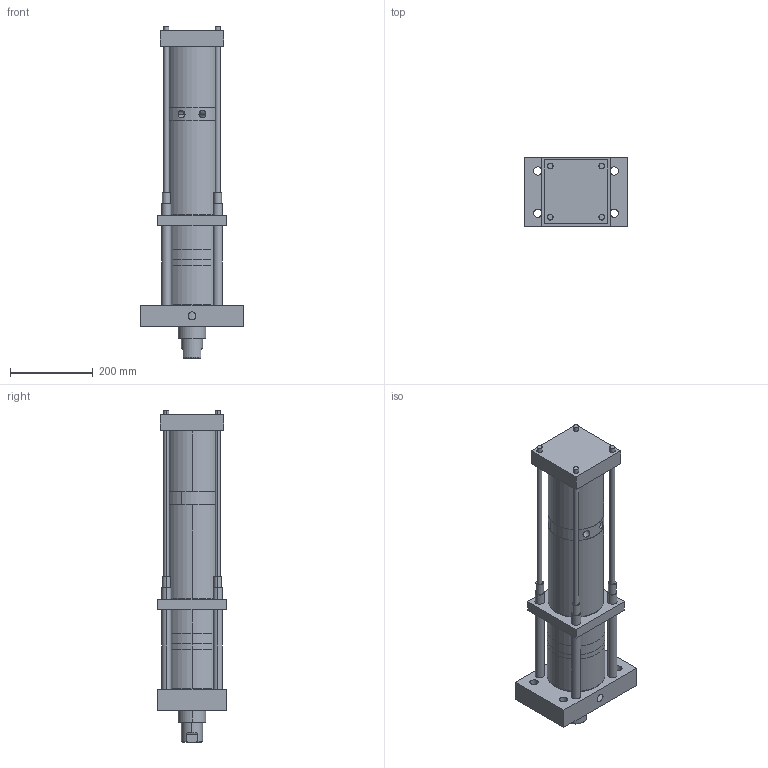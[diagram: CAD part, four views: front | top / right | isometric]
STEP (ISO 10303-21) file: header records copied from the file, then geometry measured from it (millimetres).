
FILE_DESCRIPTION (( 'STEP AP203' ), '1' );
FILE_NAME ('dl40.STEP', '2022-04-25T19:27:57', ( '' ), ( '' ), 'SwSTEP 2.0', 'SolidWorks 2020', '' );
FILE_SCHEMA (( 'CONFIG_CONTROL_DESIGN' ));
Length unit declared in the file: inch
Products named in the file (1): dl40
Bounding box: 247.65 x 165.1 x 800.3 mm (x, y, z)
Surface area: 1174683.3 mm2 (no closed solid volume)
Topology: 0 solids, 21 shells, 298 faces, 633 edges, 423 vertices
Faces by surface type: cylinder 187, plane 108, torus 3
Full cylindrical faces by diameter (mm): 19.05 x1
Entity records: 9332 total; most frequent: CARTESIAN_POINT 2391, DIRECTION 1583, ORIENTED_EDGE 1264, AXIS2_PLACEMENT_3D 675, EDGE_CURVE 636, VERTEX_POINT 426, EDGE_LOOP 396, CIRCLE 377
